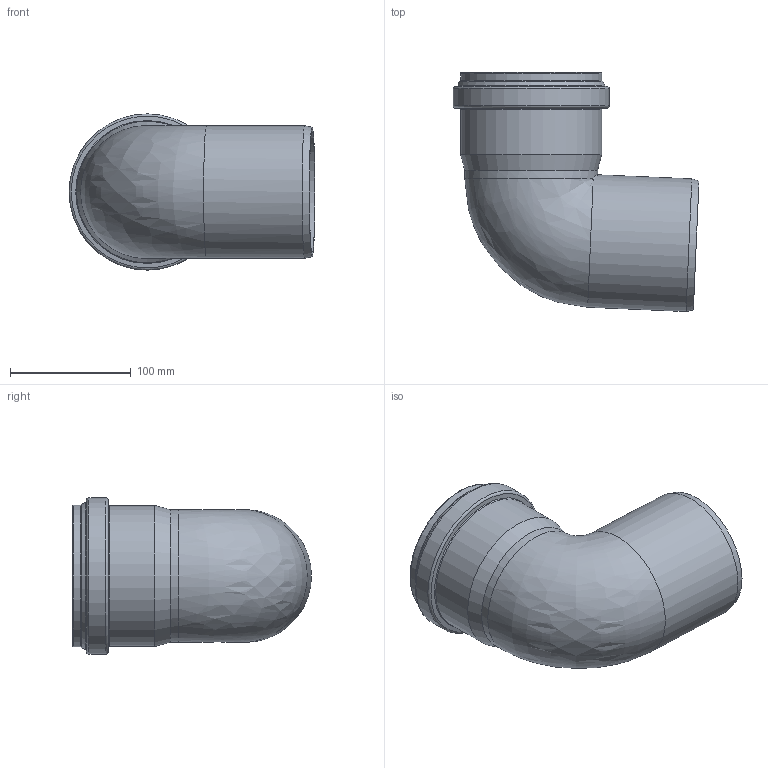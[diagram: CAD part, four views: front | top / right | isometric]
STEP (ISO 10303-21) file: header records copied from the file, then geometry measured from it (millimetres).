
FILE_DESCRIPTION(/* description */ (''),/* implementation_level */ '2;1');
FILE_NAME(/* name */ '771350z.stp',/* time_stamp */ '2024-04-18T11:24:59+02:00',/* author */ ('corinna'),/* organization */ (''),/* preprocessor_version */ 'ST-DEVELOPER v20',/* originating_system */ 'Autodesk Inventor 2024',/* authorisation */ '');
FILE_SCHEMA (('AUTOMOTIVE_DESIGN { 1 0 10303 214 3 1 1 }'));
Length unit declared in the file: millimetre
Products named in the file (1): 771350z
Bounding box: 204.05 x 198.26 x 129.7 mm (x, y, z)
Volume: 277880.5 mm3; surface area: 183665.6 mm2
Topology: 1 solids, 1 shells, 43 faces, 115 edges, 73 vertices
Faces by surface type: torus 14, cylinder 12, cone 10, plane 4, bspline 3
Full cylindrical faces by diameter (mm): 103.4 x2, 110.2 x2, 110.9 x1, 111 x2, 117.1 x1, 117.2 x1, 123.5 x1, 129.7 x1
Entity records: 1586 total; most frequent: CARTESIAN_POINT 406, DIRECTION 281, ORIENTED_EDGE 226, AXIS2_PLACEMENT_3D 130, EDGE_CURVE 113, CIRCLE 84, VERTEX_POINT 73, EDGE_LOOP 46
